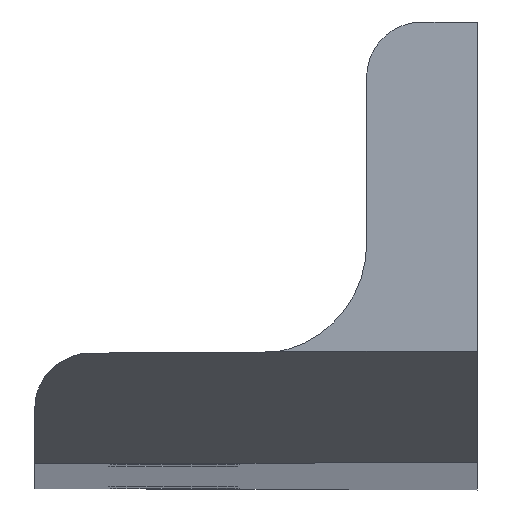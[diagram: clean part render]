
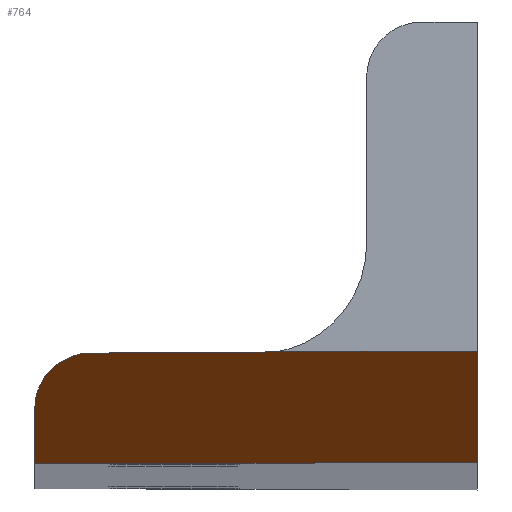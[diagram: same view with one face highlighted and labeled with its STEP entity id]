
A CAD part, top view. The second image highlights one B-rep face of the part: STEP entity #764.
In plain terms, the highlighted planar face has unit normal (-0.866, 0, 0.5).
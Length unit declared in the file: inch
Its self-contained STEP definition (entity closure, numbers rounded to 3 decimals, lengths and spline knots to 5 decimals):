
#9 = CARTESIAN_POINT ( 'NONE',  ( 0.125, -0.125, 5.1 ) ) ;
#64 = CARTESIAN_POINT ( 'NONE',  ( 0.0005, -0.0625, 4.88436 ) ) ;
#70 = VECTOR ( 'NONE', #189, 39.37008 ) ;
#78 = LINE ( 'NONE', #508, #70 ) ;
#96 = EDGE_CURVE ( 'NONE', #207, #108, #761, .T. ) ;
#108 = VERTEX_POINT ( 'NONE', #427 ) ;
#134 = LINE ( 'NONE', #714, #673 ) ;
#138 = DIRECTION ( 'NONE',  ( 0.5, 0., 0.866 ) ) ;
#144 = CARTESIAN_POINT ( 'NONE',  ( 0.00313, -0.0625, 4.88891 ) ) ;
#154 = DIRECTION ( 'NONE',  ( 0., 1., 0. ) ) ;
#159 = VECTOR ( 'NONE', #181, 39.37008 ) ;
#176 =( BOUNDED_CURVE ( )  B_SPLINE_CURVE ( 3, ( #730, #144, #361, #406 ),
 .UNSPECIFIED., .F., .F. ) 
 B_SPLINE_CURVE_WITH_KNOTS ( ( 4, 4 ),
 ( 1.5708, 1.69788 ),
 .UNSPECIFIED. ) 
 CURVE ( )  GEOMETRIC_REPRESENTATION_ITEM ( )  RATIONAL_B_SPLINE_CURVE ( ( 1., 0.999, 0.999, 1. ) ) 
 REPRESENTATION_ITEM ( '' )  );
#181 = DIRECTION ( 'NONE',  ( -0.5, 0., -0.866 ) ) ;
#189 = DIRECTION ( 'NONE',  ( 0., 1., 0. ) ) ;
#190 = VERTEX_POINT ( 'NONE', #64 ) ;
#192 = ORIENTED_EDGE ( 'NONE', *, *, #556, .F. ) ;
#207 = VERTEX_POINT ( 'NONE', #708 ) ;
#215 = EDGE_CURVE ( 'NONE', #502, #726, #634, .T. ) ;
#217 = LINE ( 'NONE', #605, #233 ) ;
#218 = DIRECTION ( 'NONE',  ( -0.5, 0., -0.866 ) ) ;
#233 = VECTOR ( 'NONE', #154, 39.37008 ) ;
#258 = LINE ( 'NONE', #596, #559 ) ;
#259 = ORIENTED_EDGE ( 'NONE', *, *, #381, .F. ) ;
#260 = ORIENTED_EDGE ( 'NONE', *, *, #576, .F. ) ;
#269 = VERTEX_POINT ( 'NONE', #327 ) ;
#283 = PLANE ( 'NONE',  #513 ) ;
#298 = ORIENTED_EDGE ( 'NONE', *, *, #619, .T. ) ;
#327 = CARTESIAN_POINT ( 'NONE',  ( 0.00836, -0.062, 4.89797 ) ) ;
#335 = VERTEX_POINT ( 'NONE', #395 ) ;
#361 = CARTESIAN_POINT ( 'NONE',  ( 0.00575, -0.06233, 4.89345 ) ) ;
#381 = EDGE_CURVE ( 'NONE', #726, #207, #217, .T. ) ;
#395 = CARTESIAN_POINT ( 'NONE',  ( 0.125, -0.062, 5.1 ) ) ;
#396 = DIRECTION ( 'NONE',  ( 0.5, 0., 0.866 ) ) ;
#403 = ORIENTED_EDGE ( 'NONE', *, *, #96, .F. ) ;
#406 = CARTESIAN_POINT ( 'NONE',  ( 0.00836, -0.062, 4.89797 ) ) ;
#422 = CARTESIAN_POINT ( 'NONE',  ( -0.09375, -0.0625, 4.72111 ) ) ;
#427 = CARTESIAN_POINT ( 'NONE',  ( -0.09375, -0.0625, 4.72111 ) ) ;
#502 = VERTEX_POINT ( 'NONE', #9 ) ;
#504 = CARTESIAN_POINT ( 'NONE',  ( 0.125, -0.125, 5.1 ) ) ;
#508 = CARTESIAN_POINT ( 'NONE',  ( 0.125, -0.125, 5.1 ) ) ;
#513 = AXIS2_PLACEMENT_3D ( 'NONE', #671, #540, #218 ) ;
#540 = DIRECTION ( 'NONE',  ( 0.866, 0., -0.5 ) ) ;
#556 = EDGE_CURVE ( 'NONE', #269, #335, #258, .T. ) ;
#559 = VECTOR ( 'NONE', #396, 39.37008 ) ;
#569 = CARTESIAN_POINT ( 'NONE',  ( -0.125, -0.09375, 4.66699 ) ) ;
#576 = EDGE_CURVE ( 'NONE', #108, #190, #134, .T. ) ;
#579 = ORIENTED_EDGE ( 'NONE', *, *, #215, .F. ) ;
#596 = CARTESIAN_POINT ( 'NONE',  ( 0.125, -0.062, 5.1 ) ) ;
#605 = CARTESIAN_POINT ( 'NONE',  ( -0.125, -0.125, 4.66699 ) ) ;
#607 = FACE_OUTER_BOUND ( 'NONE', #778, .T. ) ;
#619 = EDGE_CURVE ( 'NONE', #502, #335, #78, .T. ) ;
#634 = LINE ( 'NONE', #504, #159 ) ;
#648 = ORIENTED_EDGE ( 'NONE', *, *, #754, .F. ) ;
#671 = CARTESIAN_POINT ( 'NONE',  ( 0.125, -0.125, 5.1 ) ) ;
#673 = VECTOR ( 'NONE', #138, 39.37008 ) ;
#688 = CARTESIAN_POINT ( 'NONE',  ( -0.125, -0.125, 4.66699 ) ) ;
#708 = CARTESIAN_POINT ( 'NONE',  ( -0.125, -0.09375, 4.66699 ) ) ;
#714 = CARTESIAN_POINT ( 'NONE',  ( 0.09387, -0.0625, 5.04609 ) ) ;
#726 = VERTEX_POINT ( 'NONE', #688 ) ;
#730 = CARTESIAN_POINT ( 'NONE',  ( 0.0005, -0.0625, 4.88436 ) ) ;
#749 = CARTESIAN_POINT ( 'NONE',  ( -0.11206, -0.0625, 4.68941 ) ) ;
#754 = EDGE_CURVE ( 'NONE', #190, #269, #176, .T. ) ;
#761 =( BOUNDED_CURVE ( )  B_SPLINE_CURVE ( 3, ( #569, #813, #749, #422 ),
 .UNSPECIFIED., .F., .F. ) 
 B_SPLINE_CURVE_WITH_KNOTS ( ( 4, 4 ),
 ( 0., 1.5708 ),
 .UNSPECIFIED. ) 
 CURVE ( )  GEOMETRIC_REPRESENTATION_ITEM ( )  RATIONAL_B_SPLINE_CURVE ( ( 1., 0.805, 0.805, 1. ) ) 
 REPRESENTATION_ITEM ( '' )  );
#764 = ADVANCED_FACE ( 'NONE', ( #607 ), #283, .F. ) ;
#778 = EDGE_LOOP ( 'NONE', ( #192, #648, #260, #403, #259, #579, #298 ) ) ;
#813 = CARTESIAN_POINT ( 'NONE',  ( -0.125, -0.07544, 4.66699 ) ) ;
